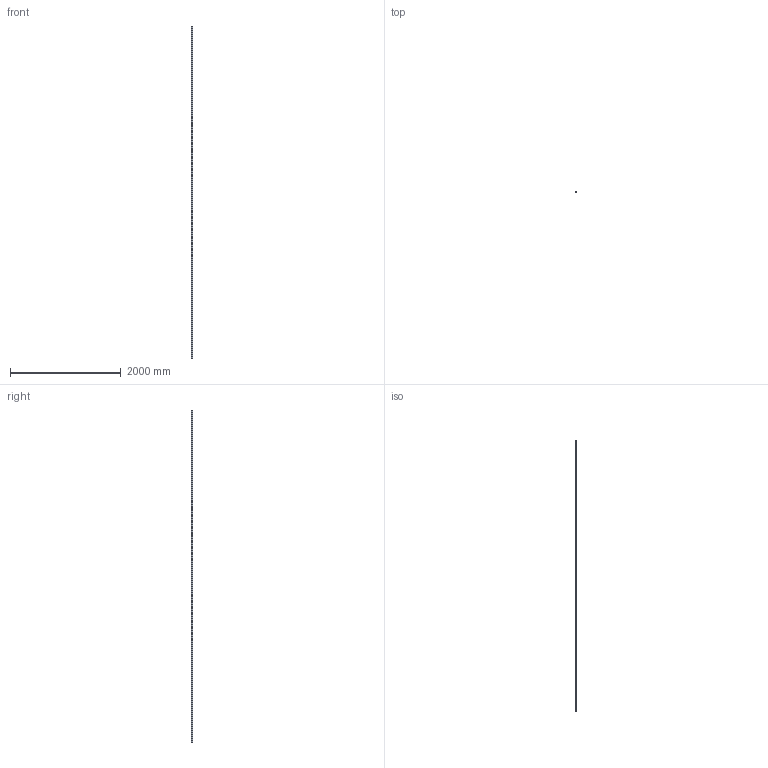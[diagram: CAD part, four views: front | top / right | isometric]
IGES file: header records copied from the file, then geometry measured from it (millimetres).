
Start section: SolidWorks IGES file using analytic representation for surfaces
Global section: file name: 20x20 Slot 6 100mm.IGS; native system: SolidWorks 2016; preprocessor: SolidWorks 2016; author: Ahmed; date: 170805.213720; units: millimetre
Bounding box: 20 x 20 x 6000 mm (x, y, z)
Surface area: 1119595.8 mm2 (no closed solid volume)
Topology: 0 solids, 0 shells, 192 faces, 1872 edges, 1872 vertices
Faces by surface type: bspline 142, revolution 50
